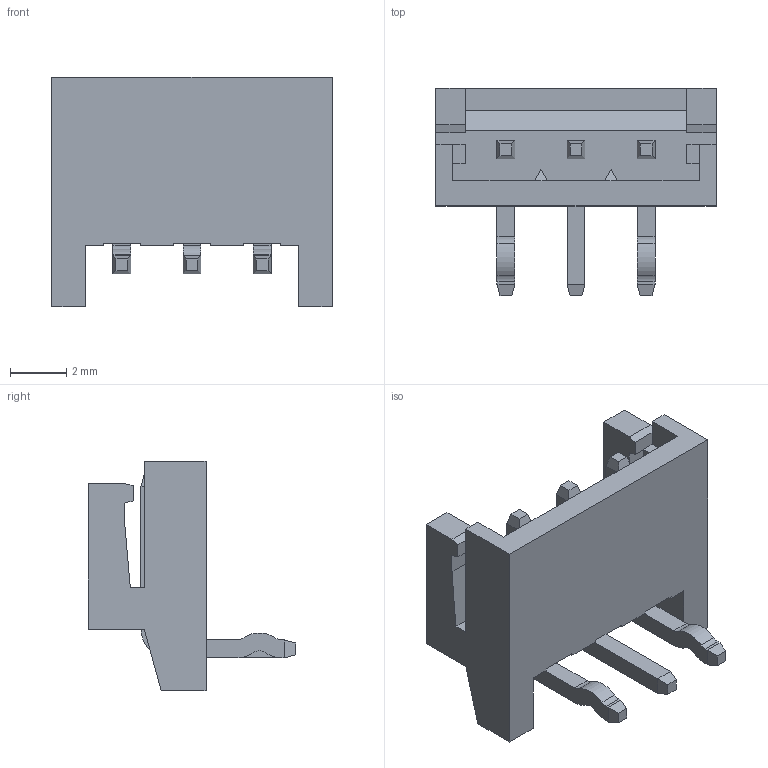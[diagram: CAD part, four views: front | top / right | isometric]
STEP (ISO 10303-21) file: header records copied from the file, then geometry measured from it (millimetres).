
FILE_DESCRIPTION (( 'STEP AP214' ), '1' );
FILE_NAME ('S3B-EH.STEP', '2023-10-06T07:03:55', ( '' ), ( '' ), 'SwSTEP 2.0', 'SolidWorks 2021', '' );
FILE_SCHEMA (( 'AUTOMOTIVE_DESIGN' ));
Length unit declared in the file: millimetre
Products named in the file (2): S3B-EH
Assembly tree (1 placements, depth 2):
  S3B-EH
    S3B-EH
Bounding box: 10 x 7.4 x 8.2 mm (x, y, z)
Volume: 140.5 mm3; surface area: 415.5 mm2
Topology: 4 solids, 4 shells, 142 faces, 372 edges, 238 vertices
Faces by surface type: plane 124, cylinder 18
Entity records: 4377 total; most frequent: CARTESIAN_POINT 756, ORIENTED_EDGE 744, DIRECTION 700, EDGE_CURVE 372, VECTOR 336, LINE 336, VERTEX_POINT 238, AXIS2_PLACEMENT_3D 182
